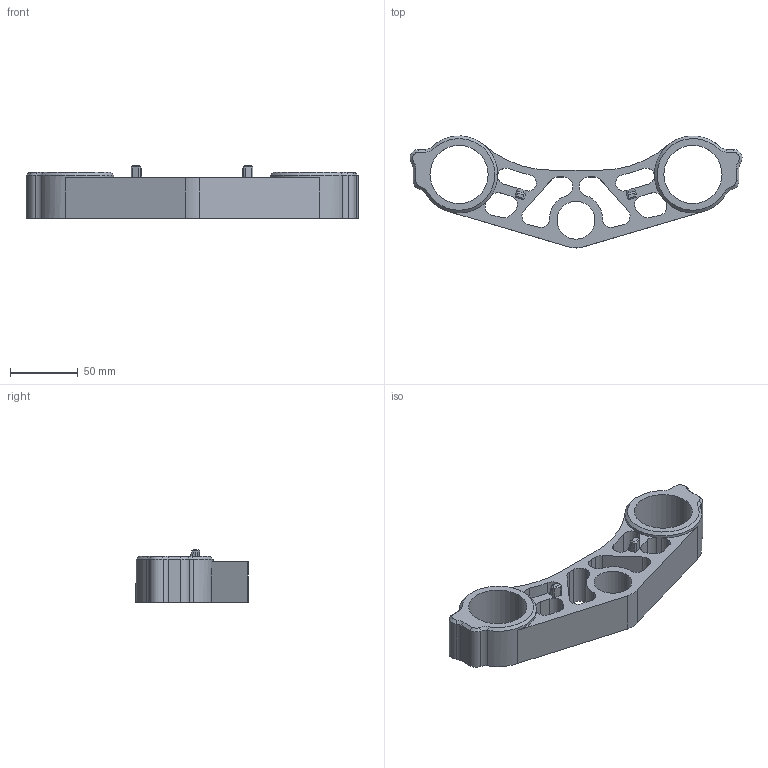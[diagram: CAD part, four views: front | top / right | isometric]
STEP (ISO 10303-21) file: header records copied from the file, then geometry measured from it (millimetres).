
FILE_DESCRIPTION (( 'STEP AP214' ), '1' );
FILE_NAME ('tijas inf honda rs.STEP', '2019-01-12T08:28:29', ( '' ), ( '' ), 'SwSTEP 2.0', 'SolidWorks 2016', '' );
FILE_SCHEMA (( 'AUTOMOTIVE_DESIGN' ));
Length unit declared in the file: millimetre
Products named in the file (1): tijas inf honda rs
Bounding box: 245.52 x 82.84 x 39 mm (x, y, z)
Volume: 194087.7 mm3; surface area: 57954 mm2
Topology: 1 solids, 1 shells, 143 faces, 394 edges, 243 vertices
Faces by surface type: cylinder 67, plane 49, cone 19, bspline 8
Entity records: 4943 total; most frequent: CARTESIAN_POINT 1227, DIRECTION 787, ORIENTED_EDGE 776, EDGE_CURVE 388, AXIS2_PLACEMENT_3D 287, VERTEX_POINT 243, LINE 213, VECTOR 213
